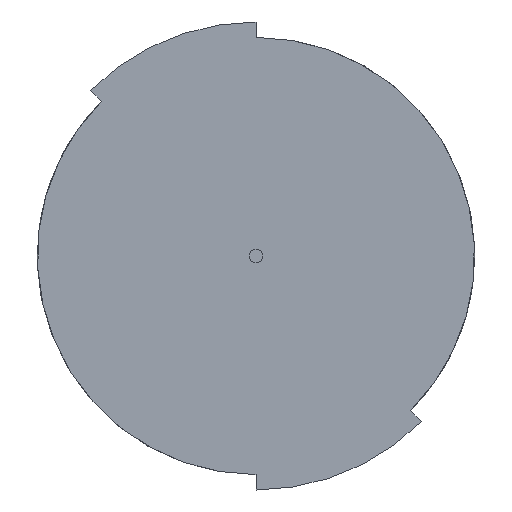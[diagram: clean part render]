
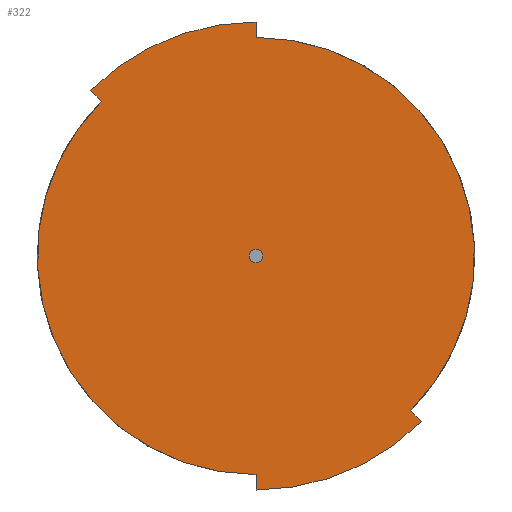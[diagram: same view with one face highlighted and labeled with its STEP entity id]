
A CAD part, front view. The second image highlights one B-rep face of the part: STEP entity #322.
In plain terms, the highlighted planar face has unit normal (0, -1, 0).
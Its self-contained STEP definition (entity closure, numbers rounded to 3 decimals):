
#22=FACE_BOUND('',#65,.T.);
#26=PLANE('',#370);
#43=FACE_OUTER_BOUND('',#64,.T.);
#64=EDGE_LOOP('',(#258,#259,#260,#261,#262,#263,#264,#265));
#65=EDGE_LOOP('',(#266,#267));
#86=LINE('',#534,#108);
#89=LINE('',#541,#111);
#92=LINE('',#553,#114);
#93=LINE('',#556,#115);
#108=VECTOR('',#429,1000.);
#111=VECTOR('',#438,1000.);
#114=VECTOR('',#449,1000.);
#115=VECTOR('',#452,1000.);
#124=CIRCLE('',#352,1.5);
#125=CIRCLE('',#353,1.5);
#126=CIRCLE('',#355,49.75);
#130=CIRCLE('',#359,49.75);
#133=CIRCLE('',#365,53.25);
#136=CIRCLE('',#371,53.25);
#144=VERTEX_POINT('',#499);
#145=VERTEX_POINT('',#501);
#147=VERTEX_POINT('',#506);
#148=VERTEX_POINT('',#508);
#153=VERTEX_POINT('',#519);
#154=VERTEX_POINT('',#521);
#158=VERTEX_POINT('',#533);
#159=VERTEX_POINT('',#537);
#164=VERTEX_POINT('',#552);
#165=VERTEX_POINT('',#554);
#175=EDGE_CURVE('',#144,#145,#124,.T.);
#176=EDGE_CURVE('',#145,#144,#125,.T.);
#178=EDGE_CURVE('',#147,#148,#126,.T.);
#185=EDGE_CURVE('',#153,#154,#130,.T.);
#191=EDGE_CURVE('',#148,#158,#86,.T.);
#193=EDGE_CURVE('',#158,#159,#133,.T.);
#195=EDGE_CURVE('',#159,#153,#89,.T.);
#200=EDGE_CURVE('',#164,#147,#92,.T.);
#201=EDGE_CURVE('',#165,#164,#136,.T.);
#202=EDGE_CURVE('',#154,#165,#93,.T.);
#258=ORIENTED_EDGE('',*,*,#178,.F.);
#259=ORIENTED_EDGE('',*,*,#200,.F.);
#260=ORIENTED_EDGE('',*,*,#201,.F.);
#261=ORIENTED_EDGE('',*,*,#202,.F.);
#262=ORIENTED_EDGE('',*,*,#185,.F.);
#263=ORIENTED_EDGE('',*,*,#195,.F.);
#264=ORIENTED_EDGE('',*,*,#193,.F.);
#265=ORIENTED_EDGE('',*,*,#191,.F.);
#266=ORIENTED_EDGE('',*,*,#176,.F.);
#267=ORIENTED_EDGE('',*,*,#175,.F.);
#322=ADVANCED_FACE('',(#43,#22),#26,.F.);
#352=AXIS2_PLACEMENT_3D('',#502,#398,#399);
#353=AXIS2_PLACEMENT_3D('',#503,#400,#401);
#355=AXIS2_PLACEMENT_3D('',#509,#405,#406);
#359=AXIS2_PLACEMENT_3D('',#522,#416,#417);
#365=AXIS2_PLACEMENT_3D('',#538,#433,#434);
#370=AXIS2_PLACEMENT_3D('',#551,#447,#448);
#371=AXIS2_PLACEMENT_3D('',#555,#450,#451);
#398=DIRECTION('center_axis',(0.,-1.,0.));
#399=DIRECTION('ref_axis',(0.,0.,-1.));
#400=DIRECTION('center_axis',(0.,-1.,0.));
#401=DIRECTION('ref_axis',(0.,0.,-1.));
#405=DIRECTION('center_axis',(0.,1.,0.));
#406=DIRECTION('ref_axis',(0.,0.,1.));
#416=DIRECTION('center_axis',(0.,1.,0.));
#417=DIRECTION('ref_axis',(0.,0.,1.));
#429=DIRECTION('',(-0.707,0.,0.707));
#433=DIRECTION('center_axis',(0.,1.,0.));
#434=DIRECTION('ref_axis',(0.,0.,-1.));
#438=DIRECTION('',(0.,0.,-1.));
#447=DIRECTION('center_axis',(0.,1.,0.));
#448=DIRECTION('ref_axis',(0.,0.,1.));
#449=DIRECTION('',(0.,0.,1.));
#450=DIRECTION('center_axis',(0.,1.,0.));
#451=DIRECTION('ref_axis',(0.,0.,1.));
#452=DIRECTION('',(0.707,0.,-0.707));
#499=CARTESIAN_POINT('',(0.,0.,1.5));
#501=CARTESIAN_POINT('',(0.,0.,-1.5));
#502=CARTESIAN_POINT('Origin',(0.,0.,0.));
#503=CARTESIAN_POINT('Origin',(0.,0.,0.));
#506=CARTESIAN_POINT('',(0.,0.,-49.75));
#508=CARTESIAN_POINT('',(-35.179,0.,35.179));
#509=CARTESIAN_POINT('Origin',(0.,0.,0.));
#519=CARTESIAN_POINT('',(0.,0.,49.75));
#521=CARTESIAN_POINT('',(35.179,0.,-35.179));
#522=CARTESIAN_POINT('Origin',(0.,0.,0.));
#533=CARTESIAN_POINT('',(-37.653,0.,37.653));
#534=CARTESIAN_POINT('',(-37.653,0.,37.653));
#537=CARTESIAN_POINT('',(0.,0.,53.25));
#538=CARTESIAN_POINT('Origin',(0.,0.,0.));
#541=CARTESIAN_POINT('',(0.,0.,49.75));
#551=CARTESIAN_POINT('Origin',(0.,0.,0.));
#552=CARTESIAN_POINT('',(0.,0.,-53.25));
#553=CARTESIAN_POINT('',(0.,0.,-49.75));
#554=CARTESIAN_POINT('',(37.653,0.,-37.653));
#555=CARTESIAN_POINT('Origin',(0.,0.,0.));
#556=CARTESIAN_POINT('',(37.653,0.,-37.653));
